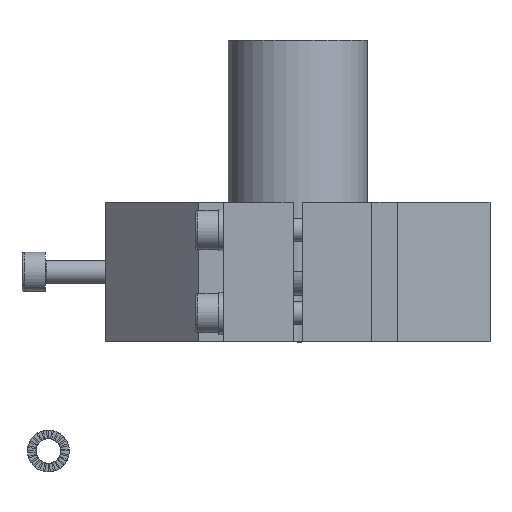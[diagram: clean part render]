
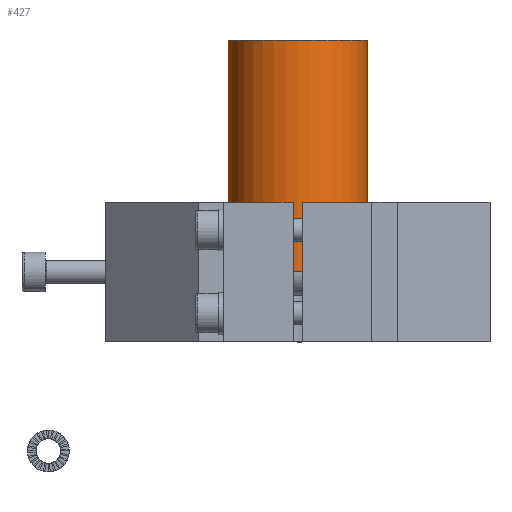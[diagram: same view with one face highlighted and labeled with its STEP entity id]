
A CAD part, top view. The second image highlights one B-rep face of the part: STEP entity #427.
In plain terms, the highlighted cylindrical face has radius 15 mm (diameter 30 mm), a full revolution.
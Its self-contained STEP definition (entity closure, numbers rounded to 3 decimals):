
#427 = ADVANCED_FACE( '', ( #1042, #1043 ), #1044, .T. );
#1042 = FACE_OUTER_BOUND( '', #1866, .T. );
#1043 = FACE_OUTER_BOUND( '', #1867, .T. );
#1044 = CYLINDRICAL_SURFACE( '', #1868, 15. );
#1866 = EDGE_LOOP( '', ( #3002 ) );
#1867 = EDGE_LOOP( '', ( #3003 ) );
#1868 = AXIS2_PLACEMENT_3D( '', #3004, #3005, #3006 );
#3002 = ORIENTED_EDGE( '', *, *, #5194, .F. );
#3003 = ORIENTED_EDGE( '', *, *, #5195, .T. );
#3004 = CARTESIAN_POINT( '', ( 0., 50., 0. ) );
#3005 = DIRECTION( '', ( 0., 1., 0. ) );
#3006 = DIRECTION( '', ( 0., 0., -1. ) );
#5194 = EDGE_CURVE( '', #6363, #6363, #6364, .T. );
#5195 = EDGE_CURVE( '', #6365, #6365, #6366, .T. );
#6363 = VERTEX_POINT( '', #7972 );
#6364 = CIRCLE( '', #7973, 15. );
#6365 = VERTEX_POINT( '', #7974 );
#6366 = CIRCLE( '', #7975, 15. );
#7972 = CARTESIAN_POINT( '', ( 15., 50., 0. ) );
#7973 = AXIS2_PLACEMENT_3D( '', #9486, #9487, #9488 );
#7974 = CARTESIAN_POINT( '', ( 15., 0., 0. ) );
#7975 = AXIS2_PLACEMENT_3D( '', #9489, #9490, #9491 );
#9486 = CARTESIAN_POINT( '', ( 0., 50., 0. ) );
#9487 = DIRECTION( '', ( 0., 1., 0. ) );
#9488 = DIRECTION( '', ( 1., 0., 0. ) );
#9489 = CARTESIAN_POINT( '', ( 0., 0., 0. ) );
#9490 = DIRECTION( '', ( 0., 1., 0. ) );
#9491 = DIRECTION( '', ( 1., 0., 0. ) );
